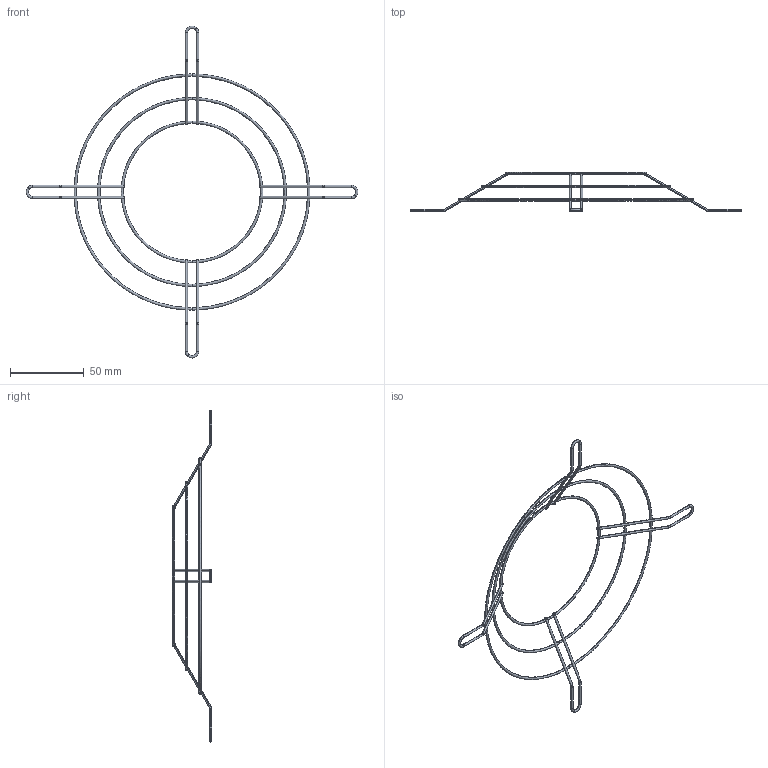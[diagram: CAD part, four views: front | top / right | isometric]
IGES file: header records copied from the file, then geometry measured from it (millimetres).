
Start section: SolidWorks IGES file using analytic representation for surfaces
Global section: file name: sc160_w1.IGS; native system: SolidWorks 2010; preprocessor: SolidWorks 2010; author: umeshp; date: 101026.142246; units: millimetre
Bounding box: 225.6 x 26.8 x 225.6 mm (x, y, z)
Surface area: 9056 mm2 (no closed solid volume)
Topology: 0 solids, 0 shells, 100 faces, 592 edges, 592 vertices
Faces by surface type: bspline 68, revolution 32
